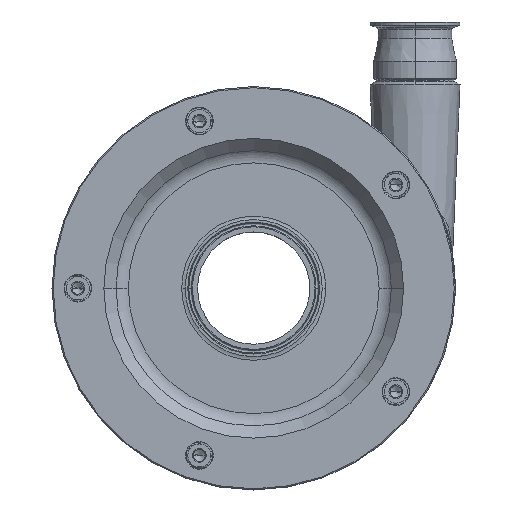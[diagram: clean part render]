
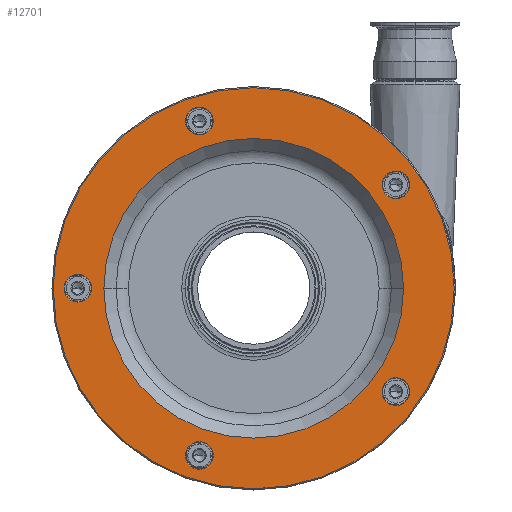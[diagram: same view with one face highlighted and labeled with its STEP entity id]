
A CAD part, top view. The second image highlights one B-rep face of the part: STEP entity #12701.
In plain terms, the highlighted planar face has unit normal (0, 0, 1).
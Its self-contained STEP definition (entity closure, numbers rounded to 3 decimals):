
#20 = EDGE_CURVE ( 'NONE', #11379, #1901, #1746, .T. ) ;
#261 = VERTEX_POINT ( 'NONE', #16090 ) ;
#317 = ORIENTED_EDGE ( 'NONE', *, *, #19208, .F. ) ;
#576 = CARTESIAN_POINT ( 'NONE',  ( -140.5, 0., 334.5 ) ) ;
#631 = CARTESIAN_POINT ( 'NONE',  ( 123.375, -89.637, 334.5 ) ) ;
#706 = ORIENTED_EDGE ( 'NONE', *, *, #7391, .F. ) ;
#760 = VERTEX_POINT ( 'NONE', #3116 ) ;
#1053 = DIRECTION ( 'NONE',  ( -0.809, -0.588, 0. ) ) ;
#1286 = DIRECTION ( 'NONE',  ( 0., 0., 1. ) ) ;
#1342 = CARTESIAN_POINT ( 'NONE',  ( 0., 0., 334.5 ) ) ;
#1438 = VERTEX_POINT ( 'NONE', #18203 ) ;
#1729 = VERTEX_POINT ( 'NONE', #4131 ) ;
#1746 = CIRCLE ( 'NONE', #19767, 174. ) ;
#1901 = VERTEX_POINT ( 'NONE', #16048 ) ;
#2043 = CARTESIAN_POINT ( 'NONE',  ( 113.667, -82.584, 334.5 ) ) ;
#2194 = AXIS2_PLACEMENT_3D ( 'NONE', #12527, #19128, #3152 ) ;
#2316 = CARTESIAN_POINT ( 'NONE',  ( 0., 0., 334.5 ) ) ;
#2630 = CIRCLE ( 'NONE', #5687, 174. ) ;
#2947 = DIRECTION ( 'NONE',  ( 0., 0., 1. ) ) ;
#3116 = CARTESIAN_POINT ( 'NONE',  ( 133.083, 96.691, 334.5 ) ) ;
#3152 = DIRECTION ( 'NONE',  ( -0.809, 0.588, 0. ) ) ;
#3451 = EDGE_CURVE ( 'NONE', #18897, #1729, #6960, .T. ) ;
#3607 = EDGE_LOOP ( 'NONE', ( #3642, #706 ) ) ;
#3642 = ORIENTED_EDGE ( 'NONE', *, *, #4288, .F. ) ;
#3946 = ORIENTED_EDGE ( 'NONE', *, *, #5930, .F. ) ;
#4131 = CARTESIAN_POINT ( 'NONE',  ( -130., 0., 334.5 ) ) ;
#4170 = VERTEX_POINT ( 'NONE', #5879 ) ;
#4225 = AXIS2_PLACEMENT_3D ( 'NONE', #20146, #13574, #18554 ) ;
#4288 = EDGE_CURVE ( 'NONE', #10616, #1438, #19576, .T. ) ;
#4757 = CIRCLE ( 'NONE', #16654, 12. ) ;
#4895 = CARTESIAN_POINT ( 'NONE',  ( -47.125, 145.036, 334.5 ) ) ;
#5043 = CARTESIAN_POINT ( 'NONE',  ( -47.125, -145.036, 334.5 ) ) ;
#5047 = CARTESIAN_POINT ( 'NONE',  ( 0., 0., 334.5 ) ) ;
#5078 = VERTEX_POINT ( 'NONE', #5722 ) ;
#5303 = DIRECTION ( 'NONE',  ( 1., 0., 0. ) ) ;
#5378 = EDGE_CURVE ( 'NONE', #4170, #13625, #6408, .T. ) ;
#5476 = ORIENTED_EDGE ( 'NONE', *, *, #11714, .F. ) ;
#5528 = DIRECTION ( 'NONE',  ( -0.809, 0.588, 0. ) ) ;
#5687 = AXIS2_PLACEMENT_3D ( 'NONE', #1342, #6145, #7757 ) ;
#5722 = CARTESIAN_POINT ( 'NONE',  ( 113.667, 82.584, 334.5 ) ) ;
#5746 = EDGE_LOOP ( 'NONE', ( #18975, #10085 ) ) ;
#5844 = ORIENTED_EDGE ( 'NONE', *, *, #11195, .F. ) ;
#5879 = CARTESIAN_POINT ( 'NONE',  ( -43.417, -133.623, 334.5 ) ) ;
#5930 = EDGE_CURVE ( 'NONE', #5078, #760, #8833, .T. ) ;
#6062 = ORIENTED_EDGE ( 'NONE', *, *, #7957, .F. ) ;
#6076 = CIRCLE ( 'NONE', #14903, 12. ) ;
#6145 = DIRECTION ( 'NONE',  ( 0., 0., -1. ) ) ;
#6148 = CARTESIAN_POINT ( 'NONE',  ( -47.125, 145.036, 334.5 ) ) ;
#6291 = DIRECTION ( 'NONE',  ( 0.309, -0.951, 0. ) ) ;
#6306 = CARTESIAN_POINT ( 'NONE',  ( -152.5, 0., 334.5 ) ) ;
#6408 = CIRCLE ( 'NONE', #10806, 12. ) ;
#6452 = DIRECTION ( 'NONE',  ( -1., 0., 0. ) ) ;
#6534 = ORIENTED_EDGE ( 'NONE', *, *, #20, .F. ) ;
#6847 = CIRCLE ( 'NONE', #11939, 12. ) ;
#6960 = CIRCLE ( 'NONE', #15811, 130. ) ;
#7138 = DIRECTION ( 'NONE',  ( 0., 0., 1. ) ) ;
#7391 = EDGE_CURVE ( 'NONE', #1438, #10616, #11014, .T. ) ;
#7694 = DIRECTION ( 'NONE',  ( -0.809, -0.588, 0. ) ) ;
#7757 = DIRECTION ( 'NONE',  ( -1., 0., 0. ) ) ;
#7877 = ORIENTED_EDGE ( 'NONE', *, *, #5378, .F. ) ;
#7957 = EDGE_CURVE ( 'NONE', #13625, #4170, #13102, .T. ) ;
#8075 = AXIS2_PLACEMENT_3D ( 'NONE', #6148, #2947, #20806 ) ;
#8118 = EDGE_CURVE ( 'NONE', #15101, #261, #10028, .T. ) ;
#8145 = CARTESIAN_POINT ( 'NONE',  ( 130., 0., 334.5 ) ) ;
#8501 = AXIS2_PLACEMENT_3D ( 'NONE', #17246, #15655, #1053 ) ;
#8681 = AXIS2_PLACEMENT_3D ( 'NONE', #5043, #18024, #19931 ) ;
#8833 = CIRCLE ( 'NONE', #8501, 12. ) ;
#9251 = DIRECTION ( 'NONE',  ( -1., 0., 0. ) ) ;
#9723 = FACE_BOUND ( 'NONE', #18266, .T. ) ;
#9849 = AXIS2_PLACEMENT_3D ( 'NONE', #2316, #10633, #9251 ) ;
#10028 = CIRCLE ( 'NONE', #2194, 12. ) ;
#10085 = ORIENTED_EDGE ( 'NONE', *, *, #20045, .F. ) ;
#10147 = CARTESIAN_POINT ( 'NONE',  ( 0., 0., 334.5 ) ) ;
#10230 = VERTEX_POINT ( 'NONE', #12952 ) ;
#10441 = CARTESIAN_POINT ( 'NONE',  ( -174., 0., 334.5 ) ) ;
#10616 = VERTEX_POINT ( 'NONE', #576 ) ;
#10633 = DIRECTION ( 'NONE',  ( 0., 0., -1. ) ) ;
#10748 = ORIENTED_EDGE ( 'NONE', *, *, #13291, .T. ) ;
#10806 = AXIS2_PLACEMENT_3D ( 'NONE', #16073, #14584, #21039 ) ;
#11014 = CIRCLE ( 'NONE', #4225, 12. ) ;
#11195 = EDGE_CURVE ( 'NONE', #19179, #10230, #18237, .T. ) ;
#11317 = DIRECTION ( 'NONE',  ( -1., 0., 0. ) ) ;
#11379 = VERTEX_POINT ( 'NONE', #10441 ) ;
#11714 = EDGE_CURVE ( 'NONE', #1901, #11379, #2630, .T. ) ;
#11939 = AXIS2_PLACEMENT_3D ( 'NONE', #4895, #19480, #6291 ) ;
#12331 = EDGE_LOOP ( 'NONE', ( #7877, #6062 ) ) ;
#12479 = FACE_BOUND ( 'NONE', #18895, .T. ) ;
#12527 = CARTESIAN_POINT ( 'NONE',  ( 123.375, -89.637, 334.5 ) ) ;
#12555 = CIRCLE ( 'NONE', #9849, 130. ) ;
#12701 = ADVANCED_FACE ( 'NONE', ( #19401, #19079, #9723, #12479, #14196, #15790, #20545 ), #16210, .F. ) ;
#12763 = AXIS2_PLACEMENT_3D ( 'NONE', #6306, #18168, #5303 ) ;
#12918 = EDGE_LOOP ( 'NONE', ( #6534, #5476 ) ) ;
#12952 = CARTESIAN_POINT ( 'NONE',  ( -50.833, 156.449, 334.5 ) ) ;
#13102 = CIRCLE ( 'NONE', #8681, 12. ) ;
#13291 = EDGE_CURVE ( 'NONE', #1729, #18897, #12555, .T. ) ;
#13574 = DIRECTION ( 'NONE',  ( 0., 0., 1. ) ) ;
#13625 = VERTEX_POINT ( 'NONE', #14302 ) ;
#14177 = EDGE_CURVE ( 'NONE', #10230, #19179, #6847, .T. ) ;
#14196 = FACE_BOUND ( 'NONE', #3607, .T. ) ;
#14302 = CARTESIAN_POINT ( 'NONE',  ( -50.833, -156.449, 334.5 ) ) ;
#14422 = DIRECTION ( 'NONE',  ( 0., 0., -1. ) ) ;
#14584 = DIRECTION ( 'NONE',  ( 0., 0., 1. ) ) ;
#14721 = DIRECTION ( 'NONE',  ( 0., 0., -1. ) ) ;
#14903 = AXIS2_PLACEMENT_3D ( 'NONE', #15881, #1286, #7694 ) ;
#15101 = VERTEX_POINT ( 'NONE', #2043 ) ;
#15655 = DIRECTION ( 'NONE',  ( 0., 0., 1. ) ) ;
#15790 = FACE_OUTER_BOUND ( 'NONE', #12918, .T. ) ;
#15811 = AXIS2_PLACEMENT_3D ( 'NONE', #5047, #14422, #6452 ) ;
#15881 = CARTESIAN_POINT ( 'NONE',  ( 123.375, 89.637, 334.5 ) ) ;
#15990 = ORIENTED_EDGE ( 'NONE', *, *, #14177, .F. ) ;
#16048 = CARTESIAN_POINT ( 'NONE',  ( 174., 0., 334.5 ) ) ;
#16073 = CARTESIAN_POINT ( 'NONE',  ( -47.125, -145.036, 334.5 ) ) ;
#16090 = CARTESIAN_POINT ( 'NONE',  ( 133.083, -96.691, 334.5 ) ) ;
#16103 = DIRECTION ( 'NONE',  ( 0., 0., -1. ) ) ;
#16210 = PLANE ( 'NONE',  #21004 ) ;
#16469 = ORIENTED_EDGE ( 'NONE', *, *, #3451, .T. ) ;
#16654 = AXIS2_PLACEMENT_3D ( 'NONE', #631, #7138, #5528 ) ;
#17246 = CARTESIAN_POINT ( 'NONE',  ( 123.375, 89.637, 334.5 ) ) ;
#17475 = CARTESIAN_POINT ( 'NONE',  ( -43.417, 133.623, 334.5 ) ) ;
#18024 = DIRECTION ( 'NONE',  ( 0., 0., 1. ) ) ;
#18104 = DIRECTION ( 'NONE',  ( -1., 0., 0. ) ) ;
#18168 = DIRECTION ( 'NONE',  ( 0., 0., 1. ) ) ;
#18203 = CARTESIAN_POINT ( 'NONE',  ( -164.5, 0., 334.5 ) ) ;
#18237 = CIRCLE ( 'NONE', #8075, 12. ) ;
#18266 = EDGE_LOOP ( 'NONE', ( #3946, #317 ) ) ;
#18554 = DIRECTION ( 'NONE',  ( 1., 0., 0. ) ) ;
#18895 = EDGE_LOOP ( 'NONE', ( #5844, #15990 ) ) ;
#18897 = VERTEX_POINT ( 'NONE', #8145 ) ;
#18970 = CARTESIAN_POINT ( 'NONE',  ( 0., 174., 334.5 ) ) ;
#18975 = ORIENTED_EDGE ( 'NONE', *, *, #8118, .F. ) ;
#19079 = FACE_BOUND ( 'NONE', #5746, .T. ) ;
#19128 = DIRECTION ( 'NONE',  ( 0., 0., 1. ) ) ;
#19179 = VERTEX_POINT ( 'NONE', #17475 ) ;
#19208 = EDGE_CURVE ( 'NONE', #760, #5078, #6076, .T. ) ;
#19401 = FACE_BOUND ( 'NONE', #12331, .T. ) ;
#19480 = DIRECTION ( 'NONE',  ( 0., 0., 1. ) ) ;
#19576 = CIRCLE ( 'NONE', #12763, 12. ) ;
#19668 = EDGE_LOOP ( 'NONE', ( #16469, #10748 ) ) ;
#19767 = AXIS2_PLACEMENT_3D ( 'NONE', #10147, #14721, #18104 ) ;
#19931 = DIRECTION ( 'NONE',  ( 0.309, 0.951, 0. ) ) ;
#20045 = EDGE_CURVE ( 'NONE', #261, #15101, #4757, .T. ) ;
#20146 = CARTESIAN_POINT ( 'NONE',  ( -152.5, 0., 334.5 ) ) ;
#20545 = FACE_BOUND ( 'NONE', #19668, .T. ) ;
#20806 = DIRECTION ( 'NONE',  ( 0.309, -0.951, 0. ) ) ;
#21004 = AXIS2_PLACEMENT_3D ( 'NONE', #18970, #16103, #11317 ) ;
#21039 = DIRECTION ( 'NONE',  ( 0.309, 0.951, 0. ) ) ;
